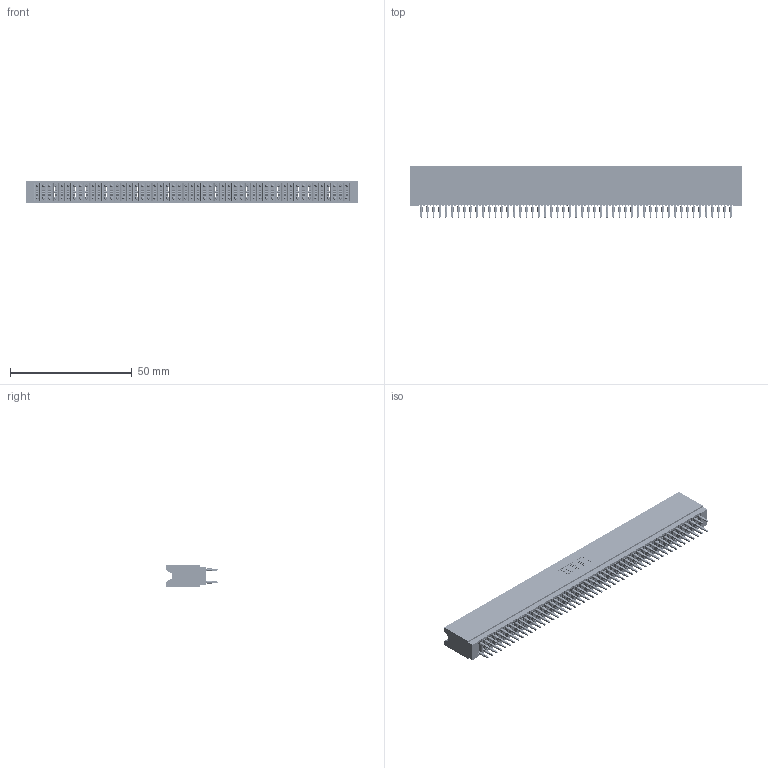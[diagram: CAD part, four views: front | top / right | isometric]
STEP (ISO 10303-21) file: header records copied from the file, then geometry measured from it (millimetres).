
FILE_DESCRIPTION (( 'STEP AP203' ), '1' );
FILE_NAME ('745-102-560-206.STEP', '2026-02-26T23:38:25', ( '' ), ( '' ), 'SwSTEP 2.0', 'SolidWorks 2023', '' );
FILE_SCHEMA (( 'CONFIG_CONTROL_DESIGN' ));
Length unit declared in the file: millimetre
Products named in the file (3): 745-102-560-206; 745-292-001_560; 745 Part_Insulator Option - 06
Assembly tree (103 placements, depth 2):
  745-102-560-206
    745 Part_Insulator Option - 06
    745-292-001_560  x102
Bounding box: 136.14 x 21.22 x 8.89 mm (x, y, z)
Volume: 12561.1 mm3; surface area: 27380.4 mm2
Topology: 103 solids, 103 shells, 10143 faces, 27749 edges, 17614 vertices
Faces by surface type: plane 5258, cylinder 2233, bspline 2040, torus 612
Entity records: 84974 total; most frequent: CARTESIAN_POINT 15240, ORIENTED_EDGE 14694, DIRECTION 12833, EDGE_CURVE 7347, LINE 6851, VECTOR 6851, VERTEX_POINT 4686, AXIS2_PLACEMENT_3D 2991
